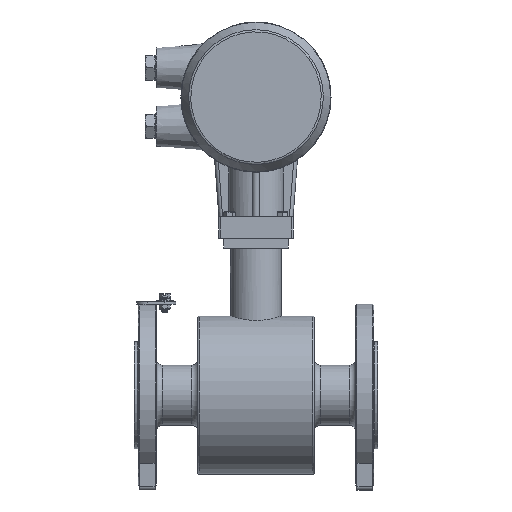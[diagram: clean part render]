
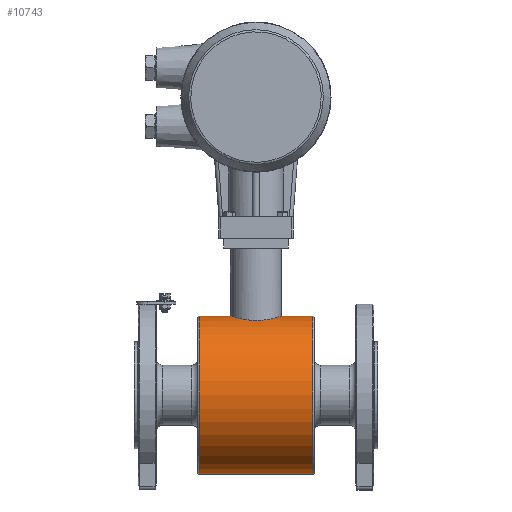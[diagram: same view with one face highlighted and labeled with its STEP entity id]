
A CAD part, left-side view. The second image highlights one B-rep face of the part: STEP entity #10743.
In plain terms, the highlighted cylindrical face has radius 65 mm (diameter 130 mm), a full revolution.
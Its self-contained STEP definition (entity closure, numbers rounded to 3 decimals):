
#397=FACE_BOUND('',#2058,.T.);
#1384=FACE_OUTER_BOUND('',#2057,.T.);
#2057=EDGE_LOOP('',(#8482,#8483,#8484,#8485));
#2058=EDGE_LOOP('',(#8486));
#2719=CIRCLE('',#11581,65.);
#2722=CIRCLE('',#11585,65.);
#3062=B_SPLINE_CURVE_WITH_KNOTS('',3,(#43630,#43631,#43632,#43633,#43634,
#43635,#43636,#43637,#43638,#43639,#43640,#43641,#43642,#43643,#43644,#43645,
#43646,#43647,#43648,#43649,#43650,#43651,#43652,#43653,#43654,#43655,#43656,
#43657,#43658,#43659,#43660,#43661,#43662,#43663,#43664,#43665,#43666,#43667,
#43668,#43669,#43670,#43671,#43672,#43673,#43674,#43675,#43676,#43677,#43678,
#43679,#43680,#43681,#43682,#43683,#43684,#43685,#43686,#43687,#43688,#43689,
#43690,#43691,#43692,#43693,#43694,#43695),.UNSPECIFIED.,.T.,.F.,(4,2,2,
2,2,2,2,2,2,2,2,2,2,2,2,2,2,2,2,2,2,2,2,2,2,2,2,2,2,2,2,2,4),(-12.756,
-12.357,-11.959,-11.56,-11.161,
-10.763,-10.364,-9.966,-9.567,
-9.169,-8.77,-8.371,-7.973,
-7.574,-7.176,-6.777,-6.378,
-5.979,-5.581,-5.182,-4.783,
-4.385,-3.986,-3.588,-3.189,
-2.79,-2.392,-1.993,-1.595,
-1.196,-0.797,-0.399,0.),
 .UNSPECIFIED.);
#3610=LINE('',#43628,#4214);
#4214=VECTOR('',#13144,65.);
#5023=VERTEX_POINT('',#43620);
#5025=VERTEX_POINT('',#43626);
#5026=VERTEX_POINT('',#43629);
#6286=EDGE_CURVE('',#5023,#5023,#2719,.T.);
#6289=EDGE_CURVE('',#5025,#5025,#2722,.T.);
#6290=EDGE_CURVE('',#5025,#5023,#3610,.T.);
#6291=EDGE_CURVE('',#5026,#5026,#3062,.T.);
#8482=ORIENTED_EDGE('',*,*,#6289,.F.);
#8483=ORIENTED_EDGE('',*,*,#6290,.T.);
#8484=ORIENTED_EDGE('',*,*,#6286,.F.);
#8485=ORIENTED_EDGE('',*,*,#6290,.F.);
#8486=ORIENTED_EDGE('',*,*,#6291,.T.);
#10456=CYLINDRICAL_SURFACE('',#11584,65.);
#10743=ADVANCED_FACE('',(#1384,#397),#10456,.T.);
#11581=AXIS2_PLACEMENT_3D('',#43621,#13134,#13135);
#11584=AXIS2_PLACEMENT_3D('',#43625,#13140,#13141);
#11585=AXIS2_PLACEMENT_3D('',#43627,#13142,#13143);
#13134=DIRECTION('center_axis',(0.,0.,
1.));
#13135=DIRECTION('ref_axis',(0.,1.,0.));
#13140=DIRECTION('center_axis',(0.,0.,
-1.));
#13141=DIRECTION('ref_axis',(0.,-1.,0.));
#13142=DIRECTION('center_axis',(0.,0.,
-1.));
#13143=DIRECTION('ref_axis',(0.,1.,0.));
#13144=DIRECTION('',(0.,0.,1.));
#43620=CARTESIAN_POINT('',(95.,310.25,46.75));
#43621=CARTESIAN_POINT('Origin',(95.,245.25,46.75));
#43625=CARTESIAN_POINT('Origin',(95.,245.25,0.));
#43626=CARTESIAN_POINT('',(95.,310.25,-46.75));
#43627=CARTESIAN_POINT('Origin',(95.,245.25,-46.75));
#43628=CARTESIAN_POINT('',(95.,310.25,0.));
#43629=CARTESIAN_POINT('',(95.,180.25,21.));
#43630=CARTESIAN_POINT('Ctrl Pts',(116.,183.736,0.));
#43631=CARTESIAN_POINT('Ctrl Pts',(116.,183.736,-1.329));
#43632=CARTESIAN_POINT('Ctrl Pts',(115.872,183.692,-2.7));
#43633=CARTESIAN_POINT('Ctrl Pts',(115.336,183.512,-5.421));
#43634=CARTESIAN_POINT('Ctrl Pts',(114.928,183.378,-6.771));
#43635=CARTESIAN_POINT('Ctrl Pts',(113.853,183.042,-9.355));
#43636=CARTESIAN_POINT('Ctrl Pts',(113.186,182.841,-10.591));
#43637=CARTESIAN_POINT('Ctrl Pts',(111.648,182.413,-12.875));
#43638=CARTESIAN_POINT('Ctrl Pts',(110.776,182.186,-13.922));
#43639=CARTESIAN_POINT('Ctrl Pts',(108.923,181.751,-15.776));
#43640=CARTESIAN_POINT('Ctrl Pts',(107.875,181.527,-16.647));
#43641=CARTESIAN_POINT('Ctrl Pts',(105.591,181.108,-18.186));
#43642=CARTESIAN_POINT('Ctrl Pts',(104.355,180.914,-18.853));
#43643=CARTESIAN_POINT('Ctrl Pts',(101.771,180.59,-19.928));
#43644=CARTESIAN_POINT('Ctrl Pts',(100.42,180.462,-20.336));
#43645=CARTESIAN_POINT('Ctrl Pts',(97.699,180.292,-20.872));
#43646=CARTESIAN_POINT('Ctrl Pts',(96.328,180.25,-21.));
#43647=CARTESIAN_POINT('Ctrl Pts',(93.672,180.25,-21.));
#43648=CARTESIAN_POINT('Ctrl Pts',(92.301,180.292,-20.872));
#43649=CARTESIAN_POINT('Ctrl Pts',(89.58,180.462,-20.336));
#43650=CARTESIAN_POINT('Ctrl Pts',(88.229,180.59,-19.928));
#43651=CARTESIAN_POINT('Ctrl Pts',(85.645,180.914,-18.853));
#43652=CARTESIAN_POINT('Ctrl Pts',(84.409,181.108,-18.186));
#43653=CARTESIAN_POINT('Ctrl Pts',(82.125,181.527,-16.647));
#43654=CARTESIAN_POINT('Ctrl Pts',(81.077,181.751,-15.776));
#43655=CARTESIAN_POINT('Ctrl Pts',(79.224,182.186,-13.922));
#43656=CARTESIAN_POINT('Ctrl Pts',(78.352,182.413,-12.875));
#43657=CARTESIAN_POINT('Ctrl Pts',(76.814,182.841,-10.591));
#43658=CARTESIAN_POINT('Ctrl Pts',(76.147,183.042,-9.355));
#43659=CARTESIAN_POINT('Ctrl Pts',(75.072,183.378,-6.771));
#43660=CARTESIAN_POINT('Ctrl Pts',(74.664,183.512,-5.421));
#43661=CARTESIAN_POINT('Ctrl Pts',(74.128,183.692,-2.7));
#43662=CARTESIAN_POINT('Ctrl Pts',(74.,183.736,-1.329));
#43663=CARTESIAN_POINT('Ctrl Pts',(74.,183.736,1.329));
#43664=CARTESIAN_POINT('Ctrl Pts',(74.128,183.692,2.7));
#43665=CARTESIAN_POINT('Ctrl Pts',(74.664,183.512,5.421));
#43666=CARTESIAN_POINT('Ctrl Pts',(75.072,183.378,6.771));
#43667=CARTESIAN_POINT('Ctrl Pts',(76.147,183.042,9.355));
#43668=CARTESIAN_POINT('Ctrl Pts',(76.814,182.841,10.591));
#43669=CARTESIAN_POINT('Ctrl Pts',(78.352,182.413,12.875));
#43670=CARTESIAN_POINT('Ctrl Pts',(79.224,182.186,13.922));
#43671=CARTESIAN_POINT('Ctrl Pts',(81.077,181.751,15.776));
#43672=CARTESIAN_POINT('Ctrl Pts',(82.125,181.527,16.647));
#43673=CARTESIAN_POINT('Ctrl Pts',(84.409,181.108,18.186));
#43674=CARTESIAN_POINT('Ctrl Pts',(85.645,180.914,18.853));
#43675=CARTESIAN_POINT('Ctrl Pts',(88.229,180.59,19.928));
#43676=CARTESIAN_POINT('Ctrl Pts',(89.58,180.462,20.336));
#43677=CARTESIAN_POINT('Ctrl Pts',(92.301,180.292,20.872));
#43678=CARTESIAN_POINT('Ctrl Pts',(93.672,180.25,21.));
#43679=CARTESIAN_POINT('Ctrl Pts',(96.328,180.25,21.));
#43680=CARTESIAN_POINT('Ctrl Pts',(97.699,180.292,20.872));
#43681=CARTESIAN_POINT('Ctrl Pts',(100.42,180.462,20.336));
#43682=CARTESIAN_POINT('Ctrl Pts',(101.771,180.59,19.928));
#43683=CARTESIAN_POINT('Ctrl Pts',(104.355,180.914,18.853));
#43684=CARTESIAN_POINT('Ctrl Pts',(105.591,181.108,18.186));
#43685=CARTESIAN_POINT('Ctrl Pts',(107.875,181.527,16.647));
#43686=CARTESIAN_POINT('Ctrl Pts',(108.923,181.751,15.776));
#43687=CARTESIAN_POINT('Ctrl Pts',(110.776,182.186,13.922));
#43688=CARTESIAN_POINT('Ctrl Pts',(111.648,182.413,12.875));
#43689=CARTESIAN_POINT('Ctrl Pts',(113.186,182.841,10.591));
#43690=CARTESIAN_POINT('Ctrl Pts',(113.853,183.042,9.355));
#43691=CARTESIAN_POINT('Ctrl Pts',(114.928,183.378,6.771));
#43692=CARTESIAN_POINT('Ctrl Pts',(115.336,183.512,5.421));
#43693=CARTESIAN_POINT('Ctrl Pts',(115.872,183.692,2.7));
#43694=CARTESIAN_POINT('Ctrl Pts',(116.,183.736,1.329));
#43695=CARTESIAN_POINT('Ctrl Pts',(116.,183.736,0.));
